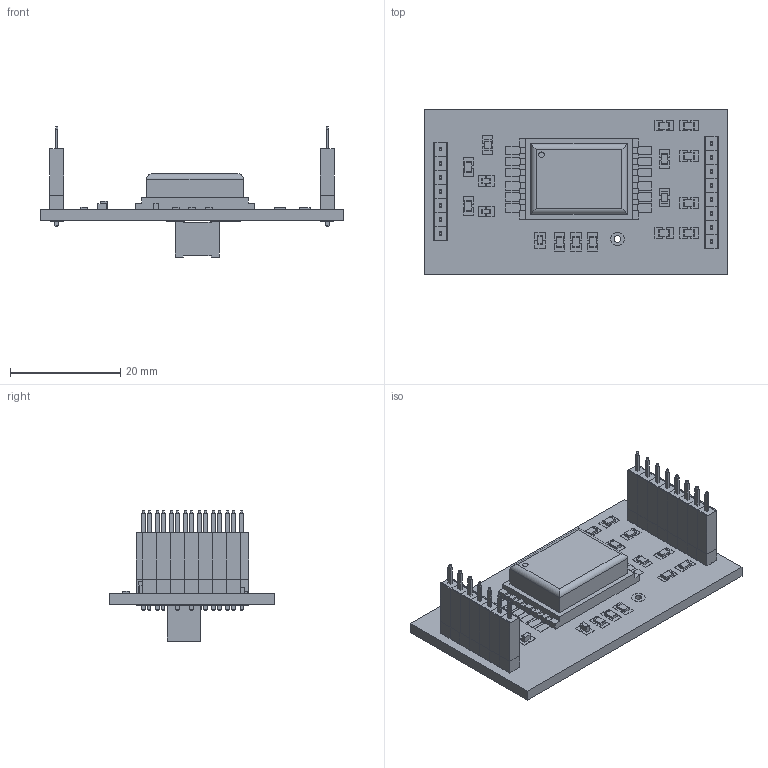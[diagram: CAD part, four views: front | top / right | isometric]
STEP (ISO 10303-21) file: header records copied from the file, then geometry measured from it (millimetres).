
FILE_DESCRIPTION(('STEP AP214'), '1');
FILE_NAME('沓劌錪 襝鳧嚪闉憵襜譇', '2019-01-23T13:28:18', ('UNSPECIFIED'), ('UNSPECIFIED'), 'ASCON STEP Converter 1.3', 'ASCON Math Kernel', '');
FILE_SCHEMA(('AUTOMOTIVE_DESIGN { 1 0 10303 214 3 1 1}'));
Length unit declared in the file: millimetre
Products named in the file (9): 373刲09.0404-1030
Assembly tree (50 placements, depth 2):
  373刲09.0404-1030
    (unnamed)
    (unnamed)
    (unnamed)  x13
    (unnamed)
    (unnamed)  x3
    (unnamed)
    (unnamed)  x15
    (unnamed)  x15
Bounding box: 55 x 30 x 23.57 mm (x, y, z)
Volume: 6271.4 mm3; surface area: 7910.8 mm2
Topology: 50 solids, 50 shells, 1646 faces, 3953 edges, 2564 vertices
Faces by surface type: plane 1595, cylinder 51
Full cylindrical faces by diameter (mm): 0.4 x15, 0.42 x15, 1 x1, 1.2 x16
Entity records: 28144 total; most frequent: CARTESIAN_POINT 3749, ORIENTED_EDGE 3556, DIRECTION 3348, EDGE_CURVE 1778, LINE 1734, VECTOR 1734, VERTEX_POINT 1192, EDGE_LOOP 846
